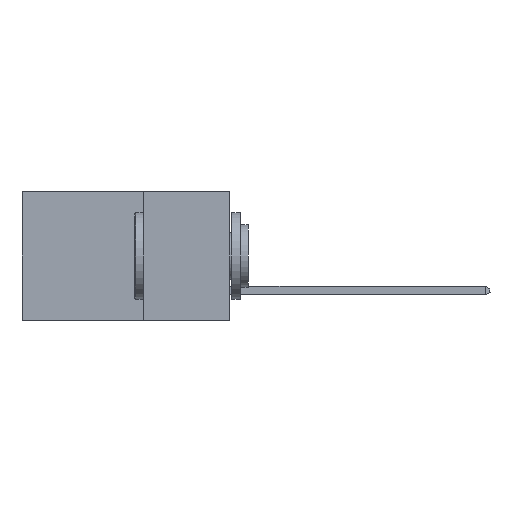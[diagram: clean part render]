
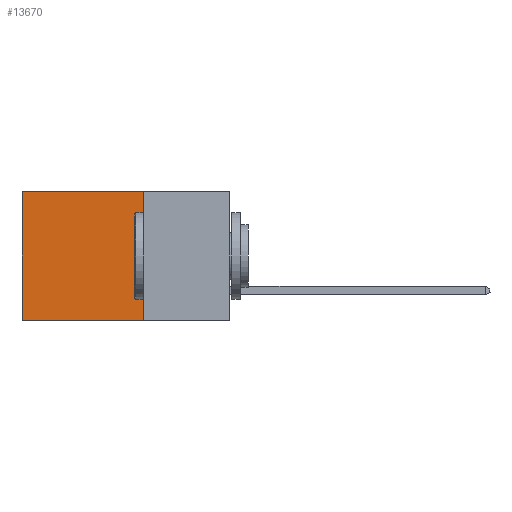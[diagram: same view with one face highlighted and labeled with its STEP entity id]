
A CAD part, left-side view. The second image highlights one B-rep face of the part: STEP entity #13670.
In plain terms, the highlighted planar face has unit normal (-1, 0, 0).
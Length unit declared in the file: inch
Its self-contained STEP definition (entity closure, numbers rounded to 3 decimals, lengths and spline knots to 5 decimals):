
#108 = PLANE ( 'NONE',  #4797 ) ;
#153 = VECTOR ( 'NONE', #9147, 39.37008 ) ;
#835 = FACE_OUTER_BOUND ( 'NONE', #9801, .T. ) ;
#1512 = EDGE_CURVE ( 'NONE', #7496, #5602, #5718, .T. ) ;
#1848 = VERTEX_POINT ( 'NONE', #10884 ) ;
#1907 = DIRECTION ( 'NONE',  ( 0., 0., -1. ) ) ;
#2233 = VECTOR ( 'NONE', #13166, 39.37008 ) ;
#2620 = CARTESIAN_POINT ( 'NONE',  ( 0.298, 0.25, 0. ) ) ;
#3751 = CARTESIAN_POINT ( 'NONE',  ( 0.298, 0.6, 0. ) ) ;
#4072 = ORIENTED_EDGE ( 'NONE', *, *, #7885, .T. ) ;
#4797 = AXIS2_PLACEMENT_3D ( 'NONE', #11931, #7986, #15865 ) ;
#4939 = CARTESIAN_POINT ( 'NONE',  ( 0.298, 0.25, -0.37 ) ) ;
#5602 = VERTEX_POINT ( 'NONE', #8701 ) ;
#5718 = LINE ( 'NONE', #6792, #13885 ) ;
#6538 = LINE ( 'NONE', #9279, #2233 ) ;
#6792 = CARTESIAN_POINT ( 'NONE',  ( 0.298, 0.25, -0.37 ) ) ;
#6851 = DIRECTION ( 'NONE',  ( 0., 1., 0. ) ) ;
#6951 = ORIENTED_EDGE ( 'NONE', *, *, #1512, .F. ) ;
#7496 = VERTEX_POINT ( 'NONE', #4939 ) ;
#7885 = EDGE_CURVE ( 'NONE', #14303, #5602, #9856, .T. ) ;
#7986 = DIRECTION ( 'NONE',  ( 1., 0., 0. ) ) ;
#8569 = CARTESIAN_POINT ( 'NONE',  ( 0.298, 0.6, 0. ) ) ;
#8701 = CARTESIAN_POINT ( 'NONE',  ( 0.298, 0.6, -0.37 ) ) ;
#9147 = DIRECTION ( 'NONE',  ( 0., 0., -1. ) ) ;
#9279 = CARTESIAN_POINT ( 'NONE',  ( 0.298, 0.25, 0. ) ) ;
#9801 = EDGE_LOOP ( 'NONE', ( #4072, #6951, #12764, #14848 ) ) ;
#9856 = LINE ( 'NONE', #8569, #16389 ) ;
#9878 = EDGE_CURVE ( 'NONE', #1848, #7496, #14701, .T. ) ;
#10884 = CARTESIAN_POINT ( 'NONE',  ( 0.298, 0.25, 0. ) ) ;
#11931 = CARTESIAN_POINT ( 'NONE',  ( 0.298, 0.25, 0. ) ) ;
#12764 = ORIENTED_EDGE ( 'NONE', *, *, #9878, .F. ) ;
#13166 = DIRECTION ( 'NONE',  ( 0., 1., 0. ) ) ;
#13670 = ADVANCED_FACE ( 'NONE', ( #835 ), #108, .F. ) ;
#13885 = VECTOR ( 'NONE', #6851, 39.37008 ) ;
#14303 = VERTEX_POINT ( 'NONE', #3751 ) ;
#14701 = LINE ( 'NONE', #2620, #153 ) ;
#14848 = ORIENTED_EDGE ( 'NONE', *, *, #15668, .T. ) ;
#15668 = EDGE_CURVE ( 'NONE', #1848, #14303, #6538, .T. ) ;
#15865 = DIRECTION ( 'NONE',  ( 0., 0., -1. ) ) ;
#16389 = VECTOR ( 'NONE', #1907, 39.37008 ) ;
